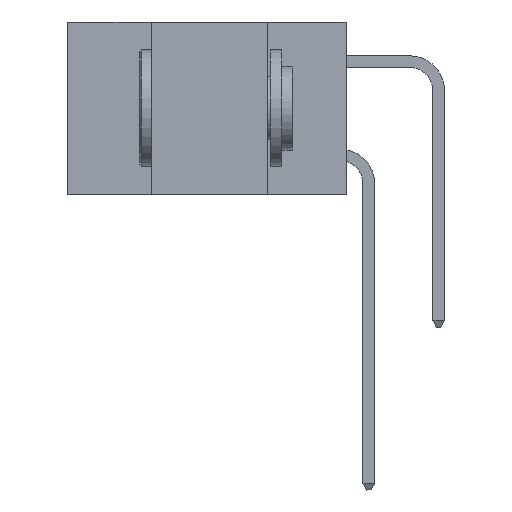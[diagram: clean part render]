
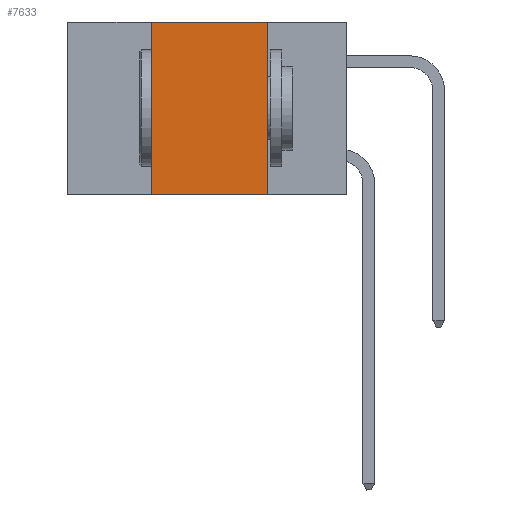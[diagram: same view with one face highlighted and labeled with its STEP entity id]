
A CAD part, left-side view. The second image highlights one B-rep face of the part: STEP entity #7633.
In plain terms, the highlighted planar face has unit normal (-1, 0, 0).
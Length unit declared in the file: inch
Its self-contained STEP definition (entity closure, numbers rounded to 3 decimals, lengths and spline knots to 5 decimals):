
#350 = LINE ( 'NONE', #8202, #20053 ) ;
#2770 = VECTOR ( 'NONE', #22973, 39.37008 ) ;
#2951 = DIRECTION ( 'NONE',  ( 0., -1., 0. ) ) ;
#3334 = CARTESIAN_POINT ( 'NONE',  ( 0., 0.6, 0. ) ) ;
#4797 = CARTESIAN_POINT ( 'NONE',  ( 0., 0.42, 0. ) ) ;
#5635 = CARTESIAN_POINT ( 'NONE',  ( 0., 0.6, 0. ) ) ;
#6546 = EDGE_CURVE ( 'NONE', #29743, #33002, #35968, .T. ) ;
#6893 = FACE_OUTER_BOUND ( 'NONE', #31222, .T. ) ;
#6990 = LINE ( 'NONE', #5635, #14386 ) ;
#7633 = ADVANCED_FACE ( 'NONE', ( #6893 ), #21189, .F. ) ;
#8080 = EDGE_CURVE ( 'NONE', #36922, #26622, #14247, .T. ) ;
#8202 = CARTESIAN_POINT ( 'NONE',  ( 0., 0.6, -0.37 ) ) ;
#10764 = ORIENTED_EDGE ( 'NONE', *, *, #8080, .F. ) ;
#11033 = DIRECTION ( 'NONE',  ( 0., -1., 0. ) ) ;
#11347 = CARTESIAN_POINT ( 'NONE',  ( 0., 0.42, 0. ) ) ;
#12300 = DIRECTION ( 'NONE',  ( 1., 0., 0. ) ) ;
#14247 = LINE ( 'NONE', #26053, #2770 ) ;
#14386 = VECTOR ( 'NONE', #2951, 39.37008 ) ;
#16678 = EDGE_CURVE ( 'NONE', #29743, #26622, #350, .T. ) ;
#17067 = CARTESIAN_POINT ( 'NONE',  ( 0., 0.42, -0.37 ) ) ;
#20053 = VECTOR ( 'NONE', #11033, 39.37008 ) ;
#21189 = PLANE ( 'NONE',  #29933 ) ;
#22973 = DIRECTION ( 'NONE',  ( 0., 0., -1. ) ) ;
#24489 = EDGE_CURVE ( 'NONE', #33002, #36922, #6990, .T. ) ;
#26053 = CARTESIAN_POINT ( 'NONE',  ( 0., 0.17, 0. ) ) ;
#26622 = VERTEX_POINT ( 'NONE', #35203 ) ;
#27237 = DIRECTION ( 'NONE',  ( 0., 0., -1. ) ) ;
#28165 = VECTOR ( 'NONE', #36909, 39.37008 ) ;
#29743 = VERTEX_POINT ( 'NONE', #17067 ) ;
#29933 = AXIS2_PLACEMENT_3D ( 'NONE', #3334, #12300, #27237 ) ;
#30111 = ORIENTED_EDGE ( 'NONE', *, *, #6546, .F. ) ;
#31222 = EDGE_LOOP ( 'NONE', ( #10764, #32952, #30111, #35842 ) ) ;
#32952 = ORIENTED_EDGE ( 'NONE', *, *, #24489, .F. ) ;
#33002 = VERTEX_POINT ( 'NONE', #11347 ) ;
#35203 = CARTESIAN_POINT ( 'NONE',  ( 0., 0.17, -0.37 ) ) ;
#35475 = CARTESIAN_POINT ( 'NONE',  ( 0., 0.17, 0. ) ) ;
#35842 = ORIENTED_EDGE ( 'NONE', *, *, #16678, .T. ) ;
#35968 = LINE ( 'NONE', #4797, #28165 ) ;
#36909 = DIRECTION ( 'NONE',  ( 0., 0., 1. ) ) ;
#36922 = VERTEX_POINT ( 'NONE', #35475 ) ;
